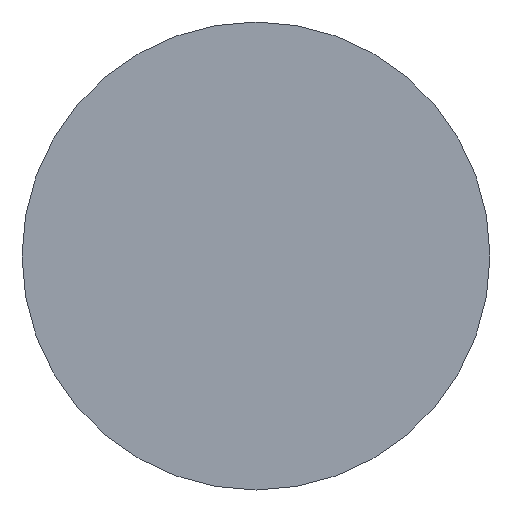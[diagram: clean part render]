
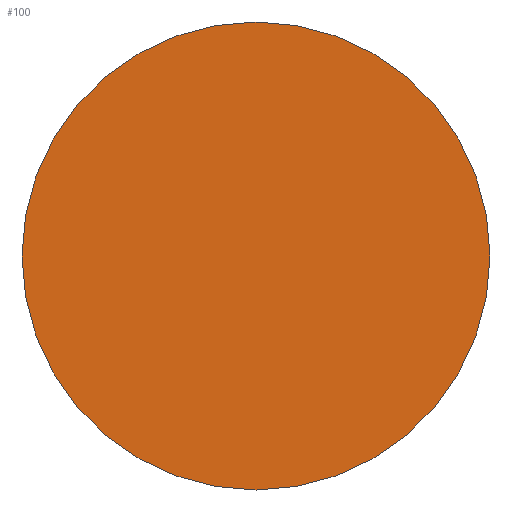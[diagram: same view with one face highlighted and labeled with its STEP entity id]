
A CAD part, left-side view. The second image highlights one B-rep face of the part: STEP entity #100.
In plain terms, the highlighted planar face has unit normal (-1, 0, 0).
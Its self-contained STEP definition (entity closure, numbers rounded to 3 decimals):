
#7 = CIRCLE ( 'NONE', #34, 5. ) ;
#16 = CARTESIAN_POINT ( 'NONE',  ( 1088.591, 408.405, -5. ) ) ;
#17 = CARTESIAN_POINT ( 'NONE',  ( 1088.591, 408.405, 0. ) ) ;
#18 = CIRCLE ( 'NONE', #156, 5. ) ;
#32 = DIRECTION ( 'NONE',  ( 0., 0., 1. ) ) ;
#34 = AXIS2_PLACEMENT_3D ( 'NONE', #17, #120, #32 ) ;
#38 = VERTEX_POINT ( 'NONE', #16 ) ;
#40 = CARTESIAN_POINT ( 'NONE',  ( 1088.591, 408.405, 5. ) ) ;
#44 = EDGE_CURVE ( 'NONE', #38, #122, #7, .T. ) ;
#55 = ORIENTED_EDGE ( 'NONE', *, *, #44, .T. ) ;
#66 = AXIS2_PLACEMENT_3D ( 'NONE', #141, #89, #137 ) ;
#89 = DIRECTION ( 'NONE',  ( 1., 0., 0. ) ) ;
#100 = ADVANCED_FACE ( 'NONE', ( #131 ), #103, .F. ) ;
#103 = PLANE ( 'NONE',  #66 ) ;
#115 = CARTESIAN_POINT ( 'NONE',  ( 1088.591, 408.405, 0. ) ) ;
#120 = DIRECTION ( 'NONE',  ( -1., 0., 0. ) ) ;
#121 = ORIENTED_EDGE ( 'NONE', *, *, #146, .T. ) ;
#122 = VERTEX_POINT ( 'NONE', #40 ) ;
#131 = FACE_OUTER_BOUND ( 'NONE', #145, .T. ) ;
#136 = DIRECTION ( 'NONE',  ( 0., 0., 1. ) ) ;
#137 = DIRECTION ( 'NONE',  ( 0., 0., -1. ) ) ;
#141 = CARTESIAN_POINT ( 'NONE',  ( 1088.591, 408.405, 0. ) ) ;
#145 = EDGE_LOOP ( 'NONE', ( #121, #55 ) ) ;
#146 = EDGE_CURVE ( 'NONE', #122, #38, #18, .T. ) ;
#147 = DIRECTION ( 'NONE',  ( -1., 0., 0. ) ) ;
#156 = AXIS2_PLACEMENT_3D ( 'NONE', #115, #147, #136 ) ;
